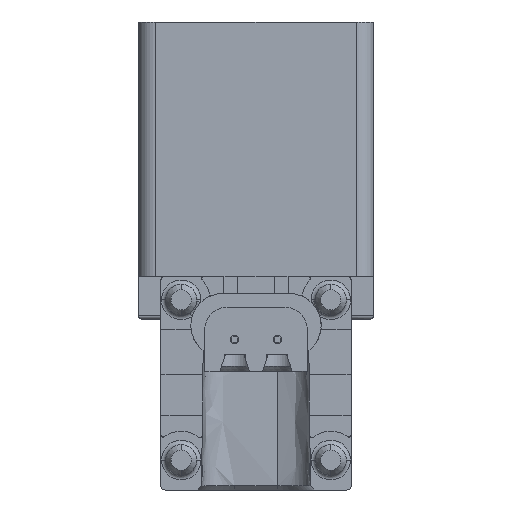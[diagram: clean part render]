
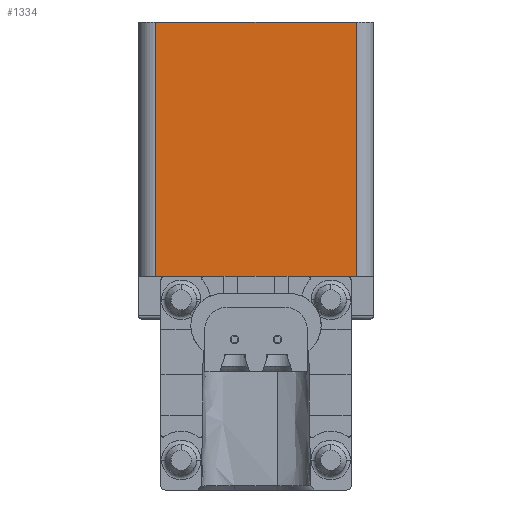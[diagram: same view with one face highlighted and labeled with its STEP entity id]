
A CAD part, front view. The second image highlights one B-rep face of the part: STEP entity #1334.
In plain terms, the highlighted planar face has unit normal (0, -1, 0).
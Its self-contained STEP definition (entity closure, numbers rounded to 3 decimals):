
#23 = CARTESIAN_POINT ( 'NONE',  ( -0.85, -4.65, -4.2 ) ) ;
#519 = DIRECTION ( 'NONE',  ( 0., 1., 0. ) ) ;
#640 = ORIENTED_EDGE ( 'NONE', *, *, #23624, .T. ) ;
#784 = CARTESIAN_POINT ( 'NONE',  ( 4.7, -4.65, 7.7 ) ) ;
#1334 = ADVANCED_FACE ( 'NONE', ( #1930 ), #13290, .F. ) ;
#1930 = FACE_OUTER_BOUND ( 'NONE', #20310, .T. ) ;
#2228 = LINE ( 'NONE', #20609, #16280 ) ;
#2434 = VERTEX_POINT ( 'NONE', #16035 ) ;
#2777 = VECTOR ( 'NONE', #25385, 1000. ) ;
#2853 = EDGE_CURVE ( 'NONE', #16928, #23638, #5013, .T. ) ;
#2967 = ORIENTED_EDGE ( 'NONE', *, *, #17220, .F. ) ;
#3951 = ORIENTED_EDGE ( 'NONE', *, *, #2853, .F. ) ;
#4101 = CARTESIAN_POINT ( 'NONE',  ( 4.25, -4.65, -4.2 ) ) ;
#4501 = ORIENTED_EDGE ( 'NONE', *, *, #8109, .F. ) ;
#5013 = LINE ( 'NONE', #18568, #13823 ) ;
#6306 = DIRECTION ( 'NONE',  ( -1., 0., 0. ) ) ;
#6975 = CARTESIAN_POINT ( 'NONE',  ( 4.25, -4.65, -4.2 ) ) ;
#7232 = VERTEX_POINT ( 'NONE', #14759 ) ;
#8033 = CARTESIAN_POINT ( 'NONE',  ( 0.85, -4.65, -4.2 ) ) ;
#8109 = EDGE_CURVE ( 'NONE', #17067, #8386, #19812, .T. ) ;
#8258 = DIRECTION ( 'NONE',  ( 0., 0., -1. ) ) ;
#8386 = VERTEX_POINT ( 'NONE', #23065 ) ;
#8638 = CARTESIAN_POINT ( 'NONE',  ( 4.7, -4.65, -4.2 ) ) ;
#9173 = VERTEX_POINT ( 'NONE', #9659 ) ;
#9270 = ORIENTED_EDGE ( 'NONE', *, *, #11261, .F. ) ;
#9659 = CARTESIAN_POINT ( 'NONE',  ( -2.45, -4.65, -4.2 ) ) ;
#9957 = CARTESIAN_POINT ( 'NONE',  ( 4.7, -4.65, 7.7 ) ) ;
#10146 = DIRECTION ( 'NONE',  ( -1., 0., 0. ) ) ;
#10745 = VERTEX_POINT ( 'NONE', #8033 ) ;
#10759 = DIRECTION ( 'NONE',  ( 0., 0., -1. ) ) ;
#10891 = EDGE_CURVE ( 'NONE', #13830, #16928, #14052, .T. ) ;
#10963 = CARTESIAN_POINT ( 'NONE',  ( 4.7, -4.65, 7.7 ) ) ;
#11107 = EDGE_CURVE ( 'NONE', #23638, #17067, #22150, .T. ) ;
#11157 = ORIENTED_EDGE ( 'NONE', *, *, #10891, .F. ) ;
#11261 = EDGE_CURVE ( 'NONE', #7232, #9173, #24085, .T. ) ;
#11263 = LINE ( 'NONE', #26846, #2777 ) ;
#11884 = VECTOR ( 'NONE', #25239, 1000. ) ;
#11912 = LINE ( 'NONE', #18851, #12577 ) ;
#12577 = VECTOR ( 'NONE', #10759, 1000. ) ;
#12640 = CARTESIAN_POINT ( 'NONE',  ( 4.25, -4.65, -4.2 ) ) ;
#13290 = PLANE ( 'NONE',  #19522 ) ;
#13823 = VECTOR ( 'NONE', #8258, 1000. ) ;
#13830 = VERTEX_POINT ( 'NONE', #13840 ) ;
#13840 = CARTESIAN_POINT ( 'NONE',  ( -4.7, -4.65, 7.7 ) ) ;
#14052 = LINE ( 'NONE', #10963, #26073 ) ;
#14075 = CARTESIAN_POINT ( 'NONE',  ( 4.25, -4.65, -4.2 ) ) ;
#14083 = EDGE_CURVE ( 'NONE', #24005, #7232, #24240, .T. ) ;
#14200 = ORIENTED_EDGE ( 'NONE', *, *, #14083, .F. ) ;
#14759 = CARTESIAN_POINT ( 'NONE',  ( -1.5, -4.65, -4.2 ) ) ;
#14996 = VECTOR ( 'NONE', #21920, 1000. ) ;
#15384 = DIRECTION ( 'NONE',  ( -1., 0., 0. ) ) ;
#16035 = CARTESIAN_POINT ( 'NONE',  ( -4.7, -4.65, -4.2 ) ) ;
#16280 = VECTOR ( 'NONE', #10146, 1000. ) ;
#16797 = DIRECTION ( 'NONE',  ( 1., 0., 0. ) ) ;
#16928 = VERTEX_POINT ( 'NONE', #9957 ) ;
#17023 = DIRECTION ( 'NONE',  ( -1., 0., 0. ) ) ;
#17067 = VERTEX_POINT ( 'NONE', #21058 ) ;
#17220 = EDGE_CURVE ( 'NONE', #8386, #10745, #21938, .T. ) ;
#17760 = CARTESIAN_POINT ( 'NONE',  ( 4.25, -4.65, -4.2 ) ) ;
#18405 = ORIENTED_EDGE ( 'NONE', *, *, #22746, .F. ) ;
#18423 = VECTOR ( 'NONE', #17023, 1000. ) ;
#18568 = CARTESIAN_POINT ( 'NONE',  ( 4.7, -4.65, 7.7 ) ) ;
#18851 = CARTESIAN_POINT ( 'NONE',  ( -4.7, -4.65, 7.7 ) ) ;
#18920 = VECTOR ( 'NONE', #22775, 1000. ) ;
#19522 = AXIS2_PLACEMENT_3D ( 'NONE', #784, #519, #15384 ) ;
#19812 = LINE ( 'NONE', #14075, #18920 ) ;
#20310 = EDGE_LOOP ( 'NONE', ( #640, #18405, #9270, #14200, #24467, #2967, #4501, #23008, #3951, #11157 ) ) ;
#20609 = CARTESIAN_POINT ( 'NONE',  ( 4.25, -4.65, -4.2 ) ) ;
#21058 = CARTESIAN_POINT ( 'NONE',  ( 2.45, -4.65, -4.2 ) ) ;
#21920 = DIRECTION ( 'NONE',  ( -1., 0., 0. ) ) ;
#21938 = LINE ( 'NONE', #6975, #11884 ) ;
#22150 = LINE ( 'NONE', #17760, #14996 ) ;
#22746 = EDGE_CURVE ( 'NONE', #9173, #2434, #2228, .T. ) ;
#22775 = DIRECTION ( 'NONE',  ( -1., 0., 0. ) ) ;
#23008 = ORIENTED_EDGE ( 'NONE', *, *, #11107, .F. ) ;
#23065 = CARTESIAN_POINT ( 'NONE',  ( 1.5, -4.65, -4.2 ) ) ;
#23552 = EDGE_CURVE ( 'NONE', #10745, #24005, #11263, .T. ) ;
#23624 = EDGE_CURVE ( 'NONE', #13830, #2434, #11912, .T. ) ;
#23638 = VERTEX_POINT ( 'NONE', #8638 ) ;
#24005 = VERTEX_POINT ( 'NONE', #23 ) ;
#24085 = LINE ( 'NONE', #4101, #24405 ) ;
#24240 = LINE ( 'NONE', #12640, #18423 ) ;
#24405 = VECTOR ( 'NONE', #6306, 1000. ) ;
#24467 = ORIENTED_EDGE ( 'NONE', *, *, #23552, .F. ) ;
#25239 = DIRECTION ( 'NONE',  ( -1., 0., 0. ) ) ;
#25385 = DIRECTION ( 'NONE',  ( -1., 0., 0. ) ) ;
#26073 = VECTOR ( 'NONE', #16797, 1000. ) ;
#26846 = CARTESIAN_POINT ( 'NONE',  ( 4.25, -4.65, -4.2 ) ) ;
